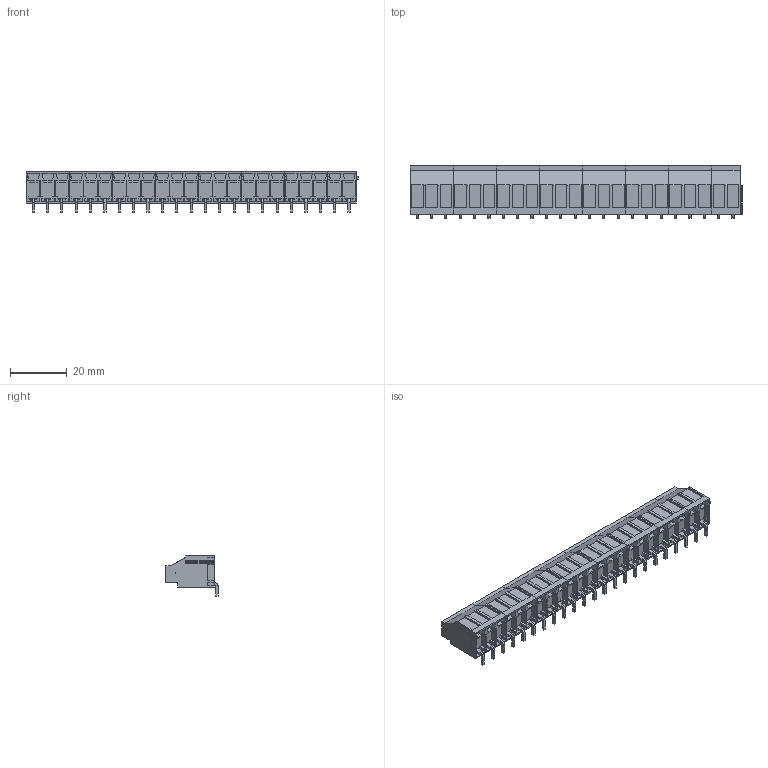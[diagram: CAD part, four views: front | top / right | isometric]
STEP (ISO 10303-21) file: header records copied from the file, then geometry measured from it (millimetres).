
FILE_DESCRIPTION(('CATIA V5 STEP','CAx-IF Rec.Pracs.--- Model Styling and Organization---1.2---2011-12-15'),'2;1');
FILE_NAME ('D1462066_0_2432120000_2432120000.stp','2016-10-03T07:12:26+00:00',('none'),('Weidmueller'),'CATIA Version 5-6 Release 2014','CATIA V5 STEP AP214','none');
FILE_SCHEMA(('AUTOMOTIVE_DESIGN { 1 0 10303 214 1 1 1 1 }'));
Length unit declared in the file: millimetre
Products named in the file (1): 2432120000_S
Bounding box: 117.49 x 18.57 x 14.2 mm (x, y, z)
Volume: 15279.3 mm3; surface area: 15725.1 mm2
Topology: 54 solids, 54 shells, 1734 faces, 4579 edges, 3022 vertices
Faces by surface type: plane 1550, cylinder 184
Entity records: 49269 total; most frequent: ORIENTED_EDGE 9158, CARTESIAN_POINT 8729, DIRECTION 6833, EDGE_CURVE 4579, VECTOR 4119, LINE 4119, VERTEX_POINT 3022, EDGE_LOOP 1803
